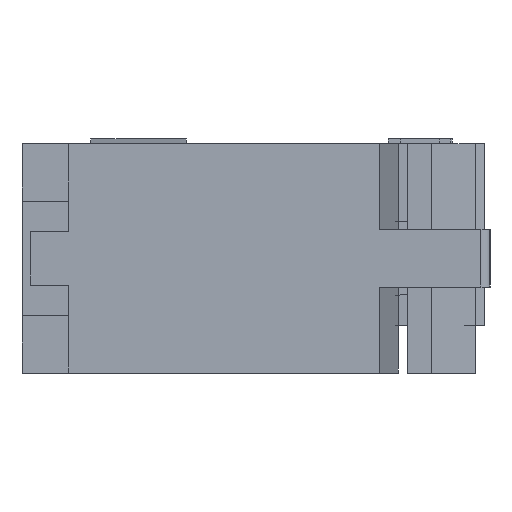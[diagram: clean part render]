
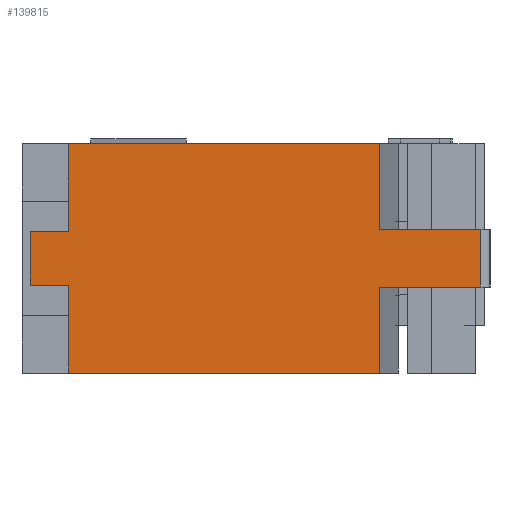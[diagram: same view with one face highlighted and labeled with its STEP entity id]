
A CAD part, left-side view. The second image highlights one B-rep face of the part: STEP entity #139815.
In plain terms, the highlighted planar face has unit normal (-1, 0, 0).
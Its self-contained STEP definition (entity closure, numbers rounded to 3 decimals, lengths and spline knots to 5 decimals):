
#5732=FACE_OUTER_BOUND('',#13186,.T.);
#13186=EDGE_LOOP('',(#87256,#87257,#87258,#87259,#87260,#87261,#87262,#87263,
#87264,#87265,#87266,#87267));
#21036=LINE('',#191121,#37862);
#21038=LINE('',#191127,#37864);
#21039=LINE('',#191129,#37865);
#21040=LINE('',#191131,#37866);
#21041=LINE('',#191133,#37867);
#21042=LINE('',#191135,#37868);
#21043=LINE('',#191137,#37869);
#21044=LINE('',#191139,#37870);
#21045=LINE('',#191141,#37871);
#21046=LINE('',#191143,#37872);
#21047=LINE('',#191145,#37873);
#21048=LINE('',#191146,#37874);
#37862=VECTOR('',#156418,0.3937);
#37864=VECTOR('',#156424,0.3937);
#37865=VECTOR('',#156425,0.3937);
#37866=VECTOR('',#156426,0.3937);
#37867=VECTOR('',#156427,0.3937);
#37868=VECTOR('',#156428,0.3937);
#37869=VECTOR('',#156429,0.3937);
#37870=VECTOR('',#156430,0.3937);
#37871=VECTOR('',#156431,0.3937);
#37872=VECTOR('',#156432,0.3937);
#37873=VECTOR('',#156433,0.3937);
#37874=VECTOR('',#156434,0.3937);
#54748=VERTEX_POINT('',#191118);
#54749=VERTEX_POINT('',#191120);
#54751=VERTEX_POINT('',#191126);
#54752=VERTEX_POINT('',#191128);
#54753=VERTEX_POINT('',#191130);
#54754=VERTEX_POINT('',#191132);
#54755=VERTEX_POINT('',#191134);
#54756=VERTEX_POINT('',#191136);
#54757=VERTEX_POINT('',#191138);
#54758=VERTEX_POINT('',#191140);
#54759=VERTEX_POINT('',#191142);
#54760=VERTEX_POINT('',#191144);
#67158=EDGE_CURVE('',#54748,#54749,#21036,.T.);
#67161=EDGE_CURVE('',#54751,#54748,#21038,.T.);
#67162=EDGE_CURVE('',#54751,#54752,#21039,.T.);
#67163=EDGE_CURVE('',#54753,#54752,#21040,.T.);
#67164=EDGE_CURVE('',#54753,#54754,#21041,.T.);
#67165=EDGE_CURVE('',#54754,#54755,#21042,.T.);
#67166=EDGE_CURVE('',#54756,#54755,#21043,.T.);
#67167=EDGE_CURVE('',#54756,#54757,#21044,.T.);
#67168=EDGE_CURVE('',#54757,#54758,#21045,.T.);
#67169=EDGE_CURVE('',#54759,#54758,#21046,.T.);
#67170=EDGE_CURVE('',#54759,#54760,#21047,.T.);
#67171=EDGE_CURVE('',#54749,#54760,#21048,.T.);
#87256=ORIENTED_EDGE('',*,*,#67158,.F.);
#87257=ORIENTED_EDGE('',*,*,#67161,.F.);
#87258=ORIENTED_EDGE('',*,*,#67162,.T.);
#87259=ORIENTED_EDGE('',*,*,#67163,.F.);
#87260=ORIENTED_EDGE('',*,*,#67164,.T.);
#87261=ORIENTED_EDGE('',*,*,#67165,.T.);
#87262=ORIENTED_EDGE('',*,*,#67166,.F.);
#87263=ORIENTED_EDGE('',*,*,#67167,.T.);
#87264=ORIENTED_EDGE('',*,*,#67168,.T.);
#87265=ORIENTED_EDGE('',*,*,#67169,.F.);
#87266=ORIENTED_EDGE('',*,*,#67170,.T.);
#87267=ORIENTED_EDGE('',*,*,#67171,.F.);
#127159=PLANE('',#147296);
#139815=ADVANCED_FACE('',(#5732),#127159,.T.);
#147296=AXIS2_PLACEMENT_3D('',#191125,#156422,#156423);
#156418=DIRECTION('',(0.,0.,-1.));
#156422=DIRECTION('center_axis',(-1.,0.,0.));
#156423=DIRECTION('ref_axis',(0.,-1.,0.));
#156424=DIRECTION('',(0.,-1.,0.));
#156425=DIRECTION('',(0.,0.,1.));
#156426=DIRECTION('',(0.,-1.,0.));
#156427=DIRECTION('',(0.,0.,-1.));
#156428=DIRECTION('',(0.,1.,0.));
#156429=DIRECTION('',(0.,0.,1.));
#156430=DIRECTION('',(0.,-1.,0.));
#156431=DIRECTION('',(0.,0.,-1.));
#156432=DIRECTION('',(0.,1.,0.));
#156433=DIRECTION('',(0.,0.,1.));
#156434=DIRECTION('',(0.,1.,0.));
#191118=CARTESIAN_POINT('',(-1.66704,-0.27094,0.02764));
#191120=CARTESIAN_POINT('',(-1.66704,-0.27094,-0.03236));
#191121=CARTESIAN_POINT('',(-1.66704,-0.27094,-0.00236));
#191125=CARTESIAN_POINT('Origin',(-1.66704,0.20006,-0.00236));
#191126=CARTESIAN_POINT('',(-1.66704,-0.16542,0.02764));
#191127=CARTESIAN_POINT('',(-1.66704,-0.16542,0.02764));
#191128=CARTESIAN_POINT('',(-1.66704,-0.16542,0.11764));
#191129=CARTESIAN_POINT('',(-1.66704,-0.16542,0.05764));
#191130=CARTESIAN_POINT('',(-1.66704,0.16006,0.11764));
#191131=CARTESIAN_POINT('',(-1.66704,0.20006,0.11764));
#191132=CARTESIAN_POINT('',(-1.66704,0.16006,0.02564));
#191133=CARTESIAN_POINT('',(-1.66704,0.16006,0.05764));
#191134=CARTESIAN_POINT('',(-1.66704,0.20006,0.02564));
#191135=CARTESIAN_POINT('',(-1.66704,0.11168,0.02564));
#191136=CARTESIAN_POINT('',(-1.66704,0.20006,-0.03036));
#191137=CARTESIAN_POINT('',(-1.66704,0.20006,-0.00236));
#191138=CARTESIAN_POINT('',(-1.66704,0.16006,-0.03036));
#191139=CARTESIAN_POINT('',(-1.66704,0.11168,-0.03036));
#191140=CARTESIAN_POINT('',(-1.66704,0.16006,-0.12236));
#191141=CARTESIAN_POINT('',(-1.66704,0.16006,-0.06236));
#191142=CARTESIAN_POINT('',(-1.66704,-0.16542,-0.12236));
#191143=CARTESIAN_POINT('',(-1.66704,0.20006,-0.12236));
#191144=CARTESIAN_POINT('',(-1.66704,-0.16542,-0.03236));
#191145=CARTESIAN_POINT('',(-1.66704,-0.16542,-0.06236));
#191146=CARTESIAN_POINT('',(-1.66704,-0.28094,-0.03236));
